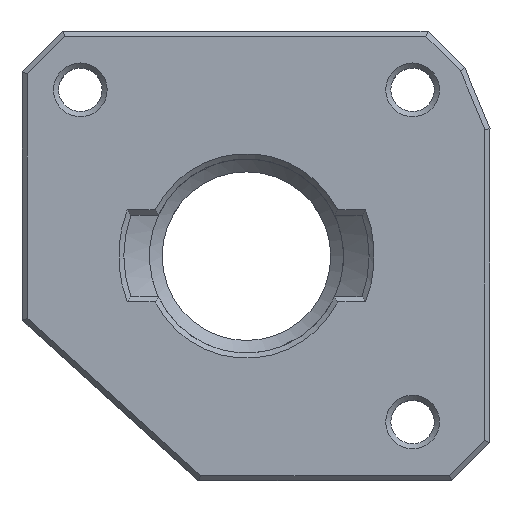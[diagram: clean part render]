
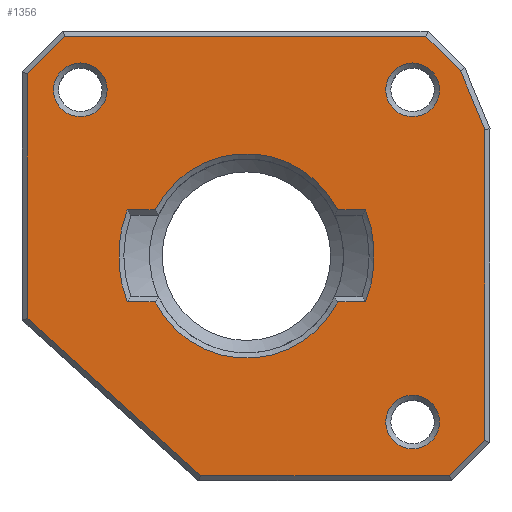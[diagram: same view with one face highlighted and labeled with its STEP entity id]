
A CAD part, top view. The second image highlights one B-rep face of the part: STEP entity #1356.
In plain terms, the highlighted planar face has unit normal (0, 0, 1).
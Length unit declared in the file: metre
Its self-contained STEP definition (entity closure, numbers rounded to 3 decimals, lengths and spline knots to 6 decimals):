
#47=LINE('',#2031,#194);
#48=LINE('',#2036,#195);
#49=LINE('',#2040,#196);
#50=LINE('',#2044,#197);
#51=LINE('',#2049,#198);
#52=LINE('',#2052,#199);
#53=LINE('',#2054,#200);
#54=LINE('',#2056,#201);
#55=LINE('',#2058,#202);
#56=LINE('',#2060,#203);
#57=LINE('',#2062,#204);
#58=LINE('',#2064,#205);
#59=LINE('',#2066,#206);
#194=VECTOR('',#1624,1.);
#195=VECTOR('',#1627,1.);
#196=VECTOR('',#1630,1.);
#197=VECTOR('',#1633,1.);
#198=VECTOR('',#1638,1.);
#199=VECTOR('',#1639,1.);
#200=VECTOR('',#1640,1.);
#201=VECTOR('',#1641,1.);
#202=VECTOR('',#1642,1.);
#203=VECTOR('',#1643,1.);
#204=VECTOR('',#1644,1.);
#205=VECTOR('',#1645,1.);
#206=VECTOR('',#1646,1.);
#328=PLANE('',#1460);
#417=ORIENTED_EDGE('',*,*,#792,.T.);
#418=ORIENTED_EDGE('',*,*,#794,.T.);
#419=ORIENTED_EDGE('',*,*,#795,.T.);
#420=ORIENTED_EDGE('',*,*,#796,.T.);
#421=ORIENTED_EDGE('',*,*,#797,.T.);
#422=ORIENTED_EDGE('',*,*,#798,.T.);
#423=ORIENTED_EDGE('',*,*,#799,.T.);
#424=ORIENTED_EDGE('',*,*,#800,.T.);
#425=ORIENTED_EDGE('',*,*,#801,.T.);
#426=ORIENTED_EDGE('',*,*,#802,.T.);
#427=ORIENTED_EDGE('',*,*,#803,.T.);
#428=ORIENTED_EDGE('',*,*,#804,.T.);
#429=ORIENTED_EDGE('',*,*,#805,.T.);
#430=ORIENTED_EDGE('',*,*,#806,.T.);
#431=ORIENTED_EDGE('',*,*,#807,.T.);
#432=ORIENTED_EDGE('',*,*,#808,.T.);
#433=ORIENTED_EDGE('',*,*,#809,.T.);
#434=ORIENTED_EDGE('',*,*,#810,.T.);
#435=ORIENTED_EDGE('',*,*,#811,.T.);
#436=ORIENTED_EDGE('',*,*,#812,.T.);
#792=EDGE_CURVE('',#978,#978,#1084,.T.);
#794=EDGE_CURVE('',#980,#980,#1086,.T.);
#795=EDGE_CURVE('',#981,#982,#47,.T.);
#796=EDGE_CURVE('',#982,#983,#1087,.T.);
#797=EDGE_CURVE('',#983,#984,#48,.T.);
#798=EDGE_CURVE('',#984,#985,#1088,.T.);
#799=EDGE_CURVE('',#985,#986,#49,.T.);
#800=EDGE_CURVE('',#986,#987,#1089,.T.);
#801=EDGE_CURVE('',#987,#988,#50,.T.);
#802=EDGE_CURVE('',#988,#981,#1090,.T.);
#803=EDGE_CURVE('',#989,#989,#1091,.T.);
#804=EDGE_CURVE('',#990,#991,#51,.T.);
#805=EDGE_CURVE('',#991,#992,#52,.T.);
#806=EDGE_CURVE('',#992,#993,#53,.T.);
#807=EDGE_CURVE('',#993,#994,#54,.T.);
#808=EDGE_CURVE('',#994,#995,#55,.T.);
#809=EDGE_CURVE('',#995,#996,#56,.T.);
#810=EDGE_CURVE('',#996,#997,#57,.T.);
#811=EDGE_CURVE('',#997,#998,#58,.T.);
#812=EDGE_CURVE('',#998,#990,#59,.T.);
#978=VERTEX_POINT('',#2025);
#980=VERTEX_POINT('',#2030);
#981=VERTEX_POINT('',#2032);
#982=VERTEX_POINT('',#2033);
#983=VERTEX_POINT('',#2035);
#984=VERTEX_POINT('',#2037);
#985=VERTEX_POINT('',#2039);
#986=VERTEX_POINT('',#2041);
#987=VERTEX_POINT('',#2043);
#988=VERTEX_POINT('',#2045);
#989=VERTEX_POINT('',#2048);
#990=VERTEX_POINT('',#2050);
#991=VERTEX_POINT('',#2051);
#992=VERTEX_POINT('',#2053);
#993=VERTEX_POINT('',#2055);
#994=VERTEX_POINT('',#2057);
#995=VERTEX_POINT('',#2059);
#996=VERTEX_POINT('',#2061);
#997=VERTEX_POINT('',#2063);
#998=VERTEX_POINT('',#2065);
#1084=CIRCLE('',#1458,0.0021);
#1086=CIRCLE('',#1461,0.0021);
#1087=CIRCLE('',#1462,0.008);
#1088=CIRCLE('',#1463,0.01);
#1089=CIRCLE('',#1464,0.008);
#1090=CIRCLE('',#1465,0.01);
#1091=CIRCLE('',#1466,0.0021);
#1132=EDGE_LOOP('',(#417));
#1133=EDGE_LOOP('',(#418));
#1134=EDGE_LOOP('',(#419,#420,#421,#422,#423,#424,#425,#426));
#1135=EDGE_LOOP('',(#427));
#1136=EDGE_LOOP('',(#428,#429,#430,#431,#432,#433,#434,#435,#436));
#1241=FACE_BOUND('',#1132,.T.);
#1242=FACE_BOUND('',#1133,.T.);
#1243=FACE_BOUND('',#1134,.T.);
#1244=FACE_BOUND('',#1135,.T.);
#1245=FACE_BOUND('',#1136,.T.);
#1356=ADVANCED_FACE('',(#1241,#1242,#1243,#1244,#1245),#328,.F.);
#1458=AXIS2_PLACEMENT_3D('',#2024,#1616,#1617);
#1460=AXIS2_PLACEMENT_3D('',#2028,#1620,#1621);
#1461=AXIS2_PLACEMENT_3D('',#2029,#1622,#1623);
#1462=AXIS2_PLACEMENT_3D('',#2034,#1625,#1626);
#1463=AXIS2_PLACEMENT_3D('',#2038,#1628,#1629);
#1464=AXIS2_PLACEMENT_3D('',#2042,#1631,#1632);
#1465=AXIS2_PLACEMENT_3D('',#2046,#1634,#1635);
#1466=AXIS2_PLACEMENT_3D('',#2047,#1636,#1637);
#1616=DIRECTION('',(0.,0.,-1.));
#1617=DIRECTION('',(-1.,0.,0.));
#1620=DIRECTION('',(0.,0.,-1.));
#1621=DIRECTION('',(1.,0.,0.));
#1622=DIRECTION('',(0.,0.,-1.));
#1623=DIRECTION('',(-1.,0.,0.));
#1624=DIRECTION('',(-1.,0.,0.));
#1625=DIRECTION('',(0.,0.,-1.));
#1626=DIRECTION('',(-1.,0.,0.));
#1627=DIRECTION('',(-1.,0.,0.));
#1628=DIRECTION('',(0.,0.,-1.));
#1629=DIRECTION('',(-0.943,0.333,0.));
#1630=DIRECTION('',(1.,0.,0.));
#1631=DIRECTION('',(0.,0.,-1.));
#1632=DIRECTION('',(-1.,0.,0.));
#1633=DIRECTION('',(1.,0.,0.));
#1634=DIRECTION('',(0.,0.,-1.));
#1635=DIRECTION('',(-1.,0.,0.));
#1636=DIRECTION('',(0.,0.,-1.));
#1637=DIRECTION('',(-1.,0.,0.));
#1638=DIRECTION('',(-0.707,-0.707,0.));
#1639=DIRECTION('',(0.,-1.,0.));
#1640=DIRECTION('',(0.74,-0.672,0.));
#1641=DIRECTION('',(1.,0.,0.));
#1642=DIRECTION('',(0.707,0.707,0.));
#1643=DIRECTION('',(0.,1.,0.));
#1644=DIRECTION('',(-0.383,0.924,0.));
#1645=DIRECTION('',(-0.707,0.707,0.));
#1646=DIRECTION('',(-1.,0.,0.));
#2024=CARTESIAN_POINT('',(0.013,-0.013,0.));
#2025=CARTESIAN_POINT('',(0.0109,-0.013,0.));
#2028=CARTESIAN_POINT('',(0.000946,0.,0.));
#2029=CARTESIAN_POINT('',(-0.013,0.013,0.));
#2030=CARTESIAN_POINT('',(-0.0151,0.013,0.));
#2031=CARTESIAN_POINT('',(0.004998,-0.0036,0.));
#2032=CARTESIAN_POINT('',(0.00933,-0.0036,0.));
#2033=CARTESIAN_POINT('',(0.007144,-0.0036,0.));
#2034=CARTESIAN_POINT('',(0.,0.,0.));
#2035=CARTESIAN_POINT('',(-0.007144,-0.0036,0.));
#2036=CARTESIAN_POINT('',(0.000946,-0.0036,0.));
#2037=CARTESIAN_POINT('',(-0.00933,-0.0036,0.));
#2038=CARTESIAN_POINT('',(0.,0.,0.));
#2039=CARTESIAN_POINT('',(-0.00933,0.0036,0.));
#2040=CARTESIAN_POINT('',(-0.004053,0.0036,0.));
#2041=CARTESIAN_POINT('',(-0.007144,0.0036,0.));
#2042=CARTESIAN_POINT('',(0.,0.,0.));
#2043=CARTESIAN_POINT('',(0.007144,0.0036,0.));
#2044=CARTESIAN_POINT('',(0.000946,0.0036,0.));
#2045=CARTESIAN_POINT('',(0.00933,0.0036,0.));
#2046=CARTESIAN_POINT('',(0.,0.,0.));
#2047=CARTESIAN_POINT('',(0.013,0.013,0.));
#2048=CARTESIAN_POINT('',(0.0109,0.013,0.));
#2049=CARTESIAN_POINT('',(-0.015234,0.016179,0.));
#2050=CARTESIAN_POINT('',(-0.014213,0.0172,0.));
#2051=CARTESIAN_POINT('',(-0.017168,0.014245,0.));
#2052=CARTESIAN_POINT('',(-0.017168,-0.0083,0.));
#2053=CARTESIAN_POINT('',(-0.017168,-0.004871,0.));
#2054=CARTESIAN_POINT('',(-0.009523,-0.011809,0.));
#2055=CARTESIAN_POINT('',(-0.003585,-0.0172,0.));
#2056=CARTESIAN_POINT('',(0.010003,-0.0172,0.));
#2057=CARTESIAN_POINT('',(0.015894,-0.0172,0.));
#2058=CARTESIAN_POINT('',(0.017148,-0.015946,0.));
#2059=CARTESIAN_POINT('',(0.018659,-0.014434,0.));
#2060=CARTESIAN_POINT('',(0.018659,0.,0.));
#2061=CARTESIAN_POINT('',(0.018659,0.009884,0.));
#2062=CARTESIAN_POINT('',(0.01814,0.011137,0.));
#2063=CARTESIAN_POINT('',(0.016751,0.014491,0.));
#2064=CARTESIAN_POINT('',(0.015509,0.015733,0.));
#2065=CARTESIAN_POINT('',(0.014042,0.0172,0.));
#2066=CARTESIAN_POINT('',(-0.006509,0.0172,0.));
